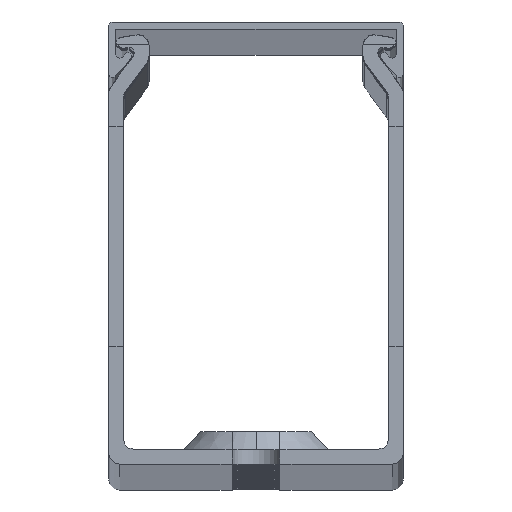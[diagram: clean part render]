
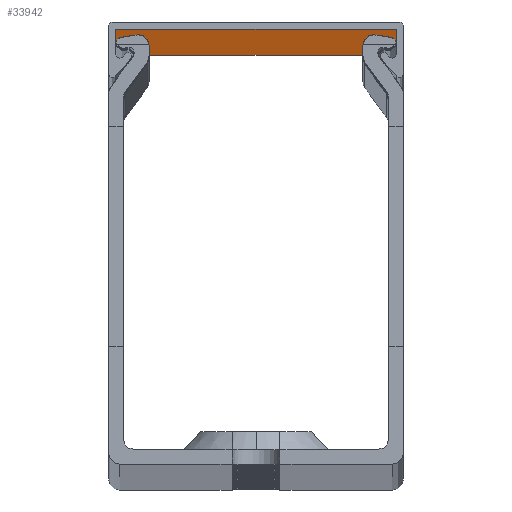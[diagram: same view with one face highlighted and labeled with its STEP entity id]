
A CAD part, top view. The second image highlights one B-rep face of the part: STEP entity #33942.
In plain terms, the highlighted planar face has unit normal (0, -1, 0).
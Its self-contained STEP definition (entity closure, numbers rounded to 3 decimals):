
#408 = LINE ( 'NONE', #8488, #12117 ) ;
#471 = DIRECTION ( 'NONE',  ( 0., 0., -1. ) ) ;
#4336 = LINE ( 'NONE', #12097, #28215 ) ;
#5073 = CARTESIAN_POINT ( 'NONE',  ( 19., 59., -1000. ) ) ;
#5624 = CARTESIAN_POINT ( 'NONE',  ( -19., 59., 1000. ) ) ;
#5816 = VECTOR ( 'NONE', #19227, 1000. ) ;
#8488 = CARTESIAN_POINT ( 'NONE',  ( -19., 59., 1040.872 ) ) ;
#9241 = PLANE ( 'NONE',  #10765 ) ;
#9302 = EDGE_CURVE ( 'NONE', #28460, #14299, #16136, .T. ) ;
#9897 = VERTEX_POINT ( 'NONE', #28929 ) ;
#10765 = AXIS2_PLACEMENT_3D ( 'NONE', #14247, #11658, #22295 ) ;
#11658 = DIRECTION ( 'NONE',  ( 0., 1., 0. ) ) ;
#12097 = CARTESIAN_POINT ( 'NONE',  ( -19., 59., -1000. ) ) ;
#12117 = VECTOR ( 'NONE', #15914, 1000. ) ;
#13751 = CARTESIAN_POINT ( 'NONE',  ( 19., 59., 1040.872 ) ) ;
#14011 = CARTESIAN_POINT ( 'NONE',  ( 19., 59., 1000. ) ) ;
#14247 = CARTESIAN_POINT ( 'NONE',  ( -19., 59., 1040.872 ) ) ;
#14299 = VERTEX_POINT ( 'NONE', #5073 ) ;
#14415 = FACE_OUTER_BOUND ( 'NONE', #15141, .T. ) ;
#14846 = DIRECTION ( 'NONE',  ( 1., 0., 0. ) ) ;
#15128 = ORIENTED_EDGE ( 'NONE', *, *, #26124, .T. ) ;
#15141 = EDGE_LOOP ( 'NONE', ( #19774, #15223, #33229, #15128 ) ) ;
#15223 = ORIENTED_EDGE ( 'NONE', *, *, #33771, .T. ) ;
#15914 = DIRECTION ( 'NONE',  ( 0., 0., -1. ) ) ;
#16136 = LINE ( 'NONE', #13751, #17378 ) ;
#17378 = VECTOR ( 'NONE', #471, 1000. ) ;
#18766 = VERTEX_POINT ( 'NONE', #19172 ) ;
#19172 = CARTESIAN_POINT ( 'NONE',  ( -19., 59., 1000. ) ) ;
#19227 = DIRECTION ( 'NONE',  ( -1., 0., 0. ) ) ;
#19774 = ORIENTED_EDGE ( 'NONE', *, *, #9302, .F. ) ;
#22295 = DIRECTION ( 'NONE',  ( 0., 0., 1. ) ) ;
#22590 = EDGE_CURVE ( 'NONE', #18766, #9897, #408, .T. ) ;
#26124 = EDGE_CURVE ( 'NONE', #9897, #14299, #4336, .T. ) ;
#27124 = LINE ( 'NONE', #5624, #5816 ) ;
#28215 = VECTOR ( 'NONE', #14846, 1000. ) ;
#28460 = VERTEX_POINT ( 'NONE', #14011 ) ;
#28929 = CARTESIAN_POINT ( 'NONE',  ( -19., 59., -1000. ) ) ;
#33229 = ORIENTED_EDGE ( 'NONE', *, *, #22590, .T. ) ;
#33771 = EDGE_CURVE ( 'NONE', #28460, #18766, #27124, .T. ) ;
#33942 = ADVANCED_FACE ( 'NONE', ( #14415 ), #9241, .F. ) ;
